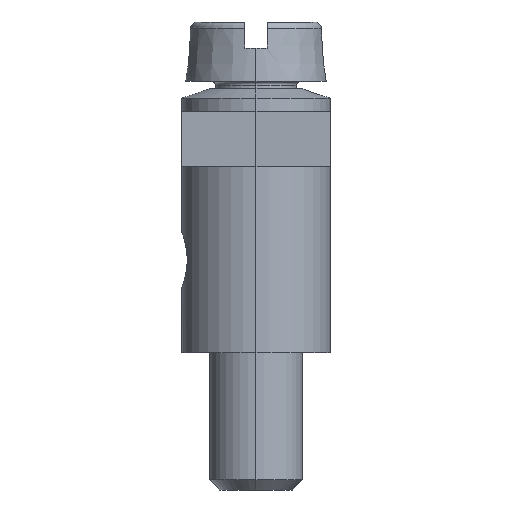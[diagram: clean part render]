
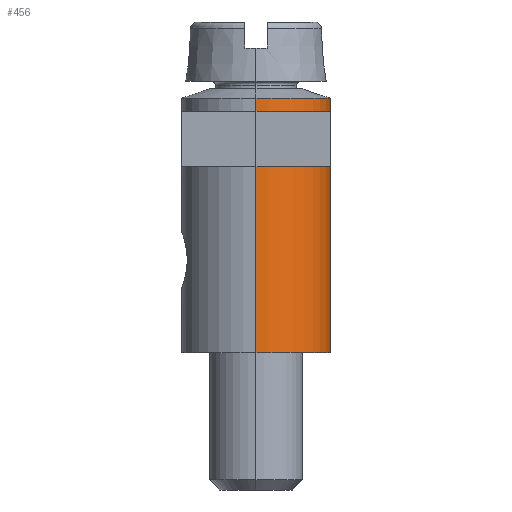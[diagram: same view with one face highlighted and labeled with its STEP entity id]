
A CAD part, left-side view. The second image highlights one B-rep face of the part: STEP entity #456.
In plain terms, the highlighted cylindrical face has radius 2 mm (diameter 4 mm), a partial arc.
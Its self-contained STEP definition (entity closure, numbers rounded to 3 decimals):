
#329=AXIS2_PLACEMENT_3D('Circle Axis2P3D',#327,#328,$) ;
#389=AXIS2_PLACEMENT_3D('Circle Axis2P3D',#387,#388,$) ;
#427=AXIS2_PLACEMENT_3D('Cylinder Axis2P3D',#424,#425,#426) ;
#305=CARTESIAN_POINT('Vertex',(0.,2.,10.55)) ;
#312=CARTESIAN_POINT('Vertex',(4.,2.,10.55)) ;
#327=CARTESIAN_POINT('Axis2P3D Location',(2.,2.,10.55)) ;
#387=CARTESIAN_POINT('Axis2P3D Location',(2.,2.,3.7)) ;
#391=CARTESIAN_POINT('Vertex',(0.,2.,3.7)) ;
#393=CARTESIAN_POINT('Vertex',(4.,2.,3.7)) ;
#424=CARTESIAN_POINT('Axis2P3D Location',(2.,2.,6.286)) ;
#429=CARTESIAN_POINT('Line Origine',(0.,2.,7.125)) ;
#434=CARTESIAN_POINT('Line Origine',(4.,2.,7.125)) ;
#328=DIRECTION('Axis2P3D Direction',(0.,0.,-1.)) ;
#388=DIRECTION('Axis2P3D Direction',(0.,0.,-1.)) ;
#425=DIRECTION('Axis2P3D Direction',(0.,0.,1.)) ;
#426=DIRECTION('Axis2P3D XDirection',(-1.,0.,0.)) ;
#430=DIRECTION('Vector Direction',(0.,0.,1.)) ;
#435=DIRECTION('Vector Direction',(0.,0.,1.)) ;
#431=VECTOR('Line Direction',#430,1.) ;
#436=VECTOR('Line Direction',#435,1.) ;
#451=ORIENTED_EDGE('',*,*,#438,.T.) ;
#452=ORIENTED_EDGE('',*,*,#331,.F.) ;
#453=ORIENTED_EDGE('',*,*,#433,.F.) ;
#454=ORIENTED_EDGE('',*,*,#395,.T.) ;
#456=ADVANCED_FACE('Hauptk\X2\00F6\X0\rper',(#455),#428,.T.) ;
#330=CIRCLE('generated circle',#329,2.) ;
#390=CIRCLE('generated circle',#389,2.) ;
#428=CYLINDRICAL_SURFACE('generated cylinder',#427,2.) ;
#331=EDGE_CURVE('',#306,#313,#330,.F.) ;
#395=EDGE_CURVE('',#392,#394,#390,.F.) ;
#433=EDGE_CURVE('',#392,#306,#432,.T.) ;
#438=EDGE_CURVE('',#394,#313,#437,.T.) ;
#450=EDGE_LOOP('',(#451,#452,#453,#454)) ;
#455=FACE_OUTER_BOUND('',#450,.T.) ;
#432=LINE('Line',#429,#431) ;
#437=LINE('Line',#434,#436) ;
#306=VERTEX_POINT('',#305) ;
#313=VERTEX_POINT('',#312) ;
#392=VERTEX_POINT('',#391) ;
#394=VERTEX_POINT('',#393) ;
